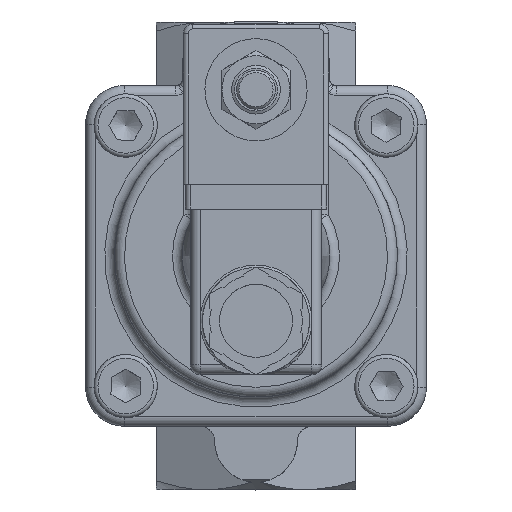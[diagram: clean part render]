
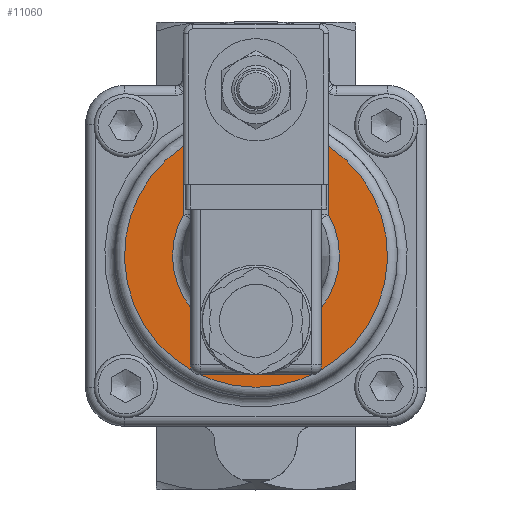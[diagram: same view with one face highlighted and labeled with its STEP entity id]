
A CAD part, top view. The second image highlights one B-rep face of the part: STEP entity #11060.
In plain terms, the highlighted planar face has unit normal (0, 0, 1).
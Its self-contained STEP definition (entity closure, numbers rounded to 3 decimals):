
#1507=LINE('',#19747,#2177);
#1510=LINE('',#19883,#2180);
#2177=VECTOR('',#14201,14.047);
#2180=VECTOR('',#14234,14.047);
#2767=PLANE('',#11991);
#3341=FACE_OUTER_BOUND('',#4056,.T.);
#4056=EDGE_LOOP('',(#9289,#9290,#9291,#9292));
#4592=CIRCLE('',#11939,17.147);
#4619=CIRCLE('',#11989,27.017);
#5426=VERTEX_POINT('',#19712);
#5427=VERTEX_POINT('',#19716);
#5432=VERTEX_POINT('',#19746);
#5438=VERTEX_POINT('',#19881);
#6757=EDGE_CURVE('',#5426,#5432,#1507,.T.);
#6760=EDGE_CURVE('',#5427,#5426,#4592,.T.);
#6771=EDGE_CURVE('',#5438,#5427,#1510,.T.);
#6799=EDGE_CURVE('',#5432,#5438,#4619,.T.);
#9289=ORIENTED_EDGE('',*,*,#6771,.F.);
#9290=ORIENTED_EDGE('',*,*,#6799,.F.);
#9291=ORIENTED_EDGE('',*,*,#6757,.F.);
#9292=ORIENTED_EDGE('',*,*,#6760,.F.);
#11060=ADVANCED_FACE('',(#3341),#2767,.T.);
#11939=AXIS2_PLACEMENT_3D('',#19751,#14208,#14209);
#11989=AXIS2_PLACEMENT_3D('',#20055,#14314,#14315);
#11991=AXIS2_PLACEMENT_3D('',#20057,#14318,#14319);
#14201=DIRECTION('',(0.,1.,0.));
#14208=DIRECTION('center_axis',(0.,0.,
1.));
#14209=DIRECTION('ref_axis',(0.,-1.,0.));
#14234=DIRECTION('',(0.,-1.,0.));
#14314=DIRECTION('center_axis',(0.,0.,
-1.));
#14315=DIRECTION('ref_axis',(0.,-1.,0.));
#14318=DIRECTION('center_axis',(0.,0.,
1.));
#14319=DIRECTION('ref_axis',(0.,-1.,0.));
#19712=CARTESIAN_POINT('',(14.895,8.494,42.4));
#19716=CARTESIAN_POINT('',(-14.895,8.494,42.4));
#19746=CARTESIAN_POINT('',(14.895,22.54,42.4));
#19747=CARTESIAN_POINT('',(14.895,17.,42.4));
#19751=CARTESIAN_POINT('Origin',(0.,0.,
42.4));
#19881=CARTESIAN_POINT('',(-14.895,22.54,42.4));
#19883=CARTESIAN_POINT('',(-14.895,0.,42.4));
#20055=CARTESIAN_POINT('Origin',(0.,0.,
42.4));
#20057=CARTESIAN_POINT('Origin',(-22.234,0.,
42.4));
